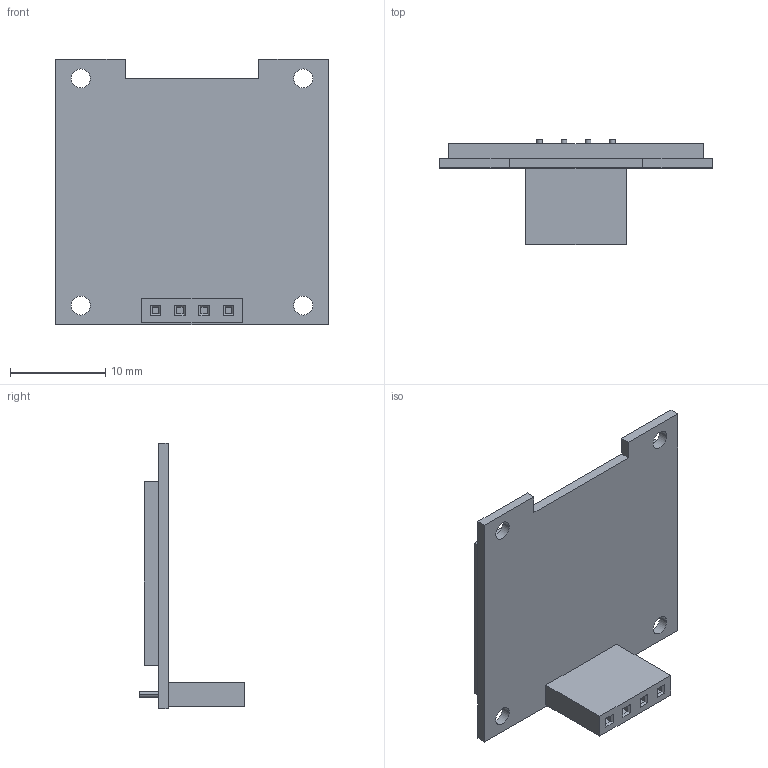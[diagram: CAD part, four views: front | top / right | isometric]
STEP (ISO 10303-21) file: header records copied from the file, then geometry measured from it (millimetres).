
FILE_DESCRIPTION((''),'2;1');
FILE_NAME('96OLED','2020-12-16T',('lina'),(''),'PRO/ENGINEER BY PARAMETRIC TECHNOLOGY CORPORATION, 2010280','PRO/ENGINEER BY PARAMETRIC TECHNOLOGY CORPORATION, 2010280','');
FILE_SCHEMA(('AUTOMOTIVE_DESIGN { 1 2 10303 214 0 1 1 1 }'));
Length unit declared in the file: millimetre
Products named in the file (1): 96OLED
Bounding box: 28.6 x 11 x 27.8 mm (x, y, z)
Volume: 1708.1 mm3; surface area: 2074.1 mm2
Topology: 1 solids, 1 shells, 81 faces, 220 edges, 176 vertices
Faces by surface type: plane 65, cylinder 16
Entity records: 3486 total; most frequent: DIRECTION 448, CARTESIAN_POINT 428, ORIENTED_EDGE 376, PRESENTATION_STYLE_ASSIGNMENT 245, STYLED_ITEM 226, CURVE_STYLE 225, EDGE_CURVE 188, VECTOR 164
